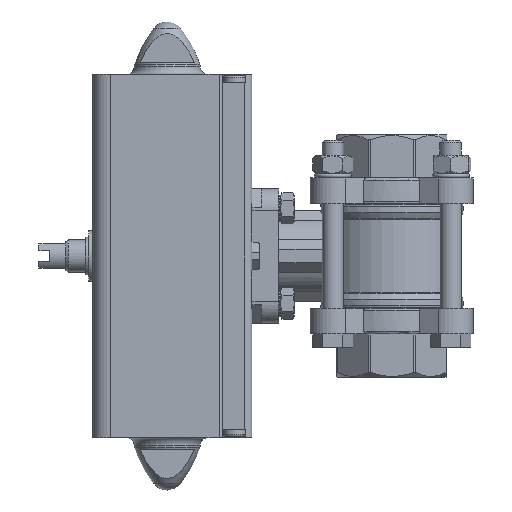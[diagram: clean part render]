
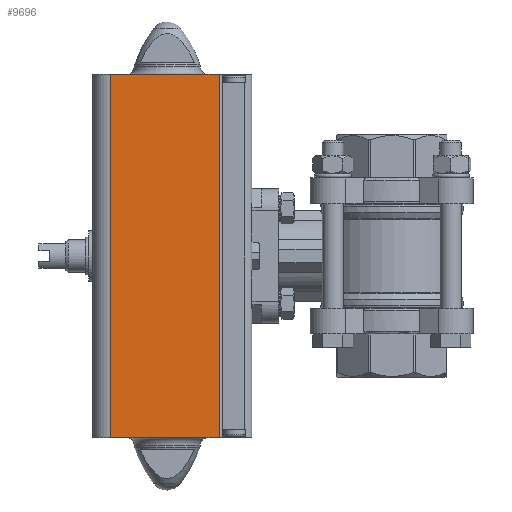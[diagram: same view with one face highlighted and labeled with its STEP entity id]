
A CAD part, left-side view. The second image highlights one B-rep face of the part: STEP entity #9696.
In plain terms, the highlighted planar face has unit normal (-1, 0, 0).
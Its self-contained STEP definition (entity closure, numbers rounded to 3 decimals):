
#2674=ORIENTED_EDGE('',*,*,#4488,.T.);
#2675=ORIENTED_EDGE('',*,*,#4489,.F.);
#2676=ORIENTED_EDGE('',*,*,#4490,.F.);
#2677=ORIENTED_EDGE('',*,*,#4491,.T.);
#4488=EDGE_CURVE('',#5546,#5547,#6321,.T.);
#4489=EDGE_CURVE('',#5548,#5547,#6322,.T.);
#4490=EDGE_CURVE('',#5549,#5548,#6323,.T.);
#4491=EDGE_CURVE('',#5549,#5546,#6324,.T.);
#5546=VERTEX_POINT('',#16535);
#5547=VERTEX_POINT('',#16536);
#5548=VERTEX_POINT('',#16538);
#5549=VERTEX_POINT('',#16540);
#6321=LINE('',#16534,#7046);
#6322=LINE('',#16537,#7047);
#6323=LINE('',#16539,#7048);
#6324=LINE('',#16541,#7049);
#7046=VECTOR('',#12812,1000.);
#7047=VECTOR('',#12813,1000.);
#7048=VECTOR('',#12814,1000.);
#7049=VECTOR('',#12815,1000.);
#7794=EDGE_LOOP('',(#2674,#2675,#2676,#2677));
#8631=FACE_BOUND('',#7794,.T.);
#9209=PLANE('',#10650);
#9696=ADVANCED_FACE('',(#8631),#9209,.F.);
#10650=AXIS2_PLACEMENT_3D('',#16533,#12810,#12811);
#12810=DIRECTION('',(1.,0.,0.));
#12811=DIRECTION('',(0.,0.,-1.));
#12812=DIRECTION('',(0.,-1.,0.));
#12813=DIRECTION('',(0.,0.,-1.));
#12814=DIRECTION('',(0.,-1.,0.));
#12815=DIRECTION('',(0.,0.,-1.));
#16533=CARTESIAN_POINT('',(-27.7,21.2,67.5));
#16534=CARTESIAN_POINT('',(-27.7,21.2,-67.5));
#16535=CARTESIAN_POINT('',(-27.7,21.2,-67.5));
#16536=CARTESIAN_POINT('',(-27.7,-19.3,-67.5));
#16537=CARTESIAN_POINT('',(-27.7,-19.3,67.5));
#16538=CARTESIAN_POINT('',(-27.7,-19.3,67.5));
#16539=CARTESIAN_POINT('',(-27.7,21.2,67.5));
#16540=CARTESIAN_POINT('',(-27.7,21.2,67.5));
#16541=CARTESIAN_POINT('',(-27.7,21.2,67.5));
